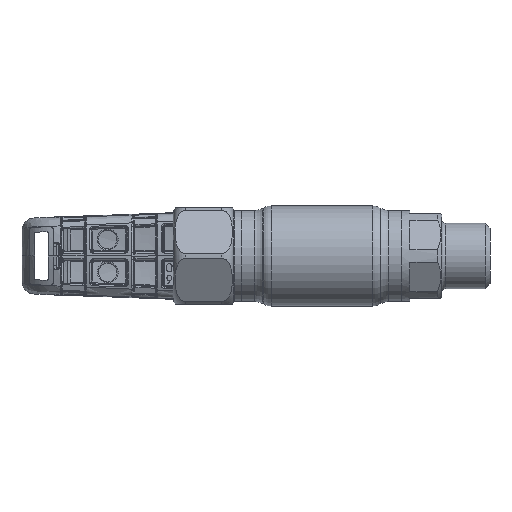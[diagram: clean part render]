
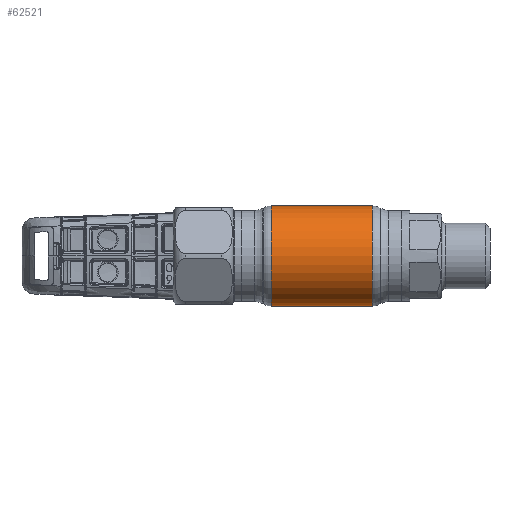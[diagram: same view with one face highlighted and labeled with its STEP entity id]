
A CAD part, front view. The second image highlights one B-rep face of the part: STEP entity #62521.
In plain terms, the highlighted cylindrical face has radius 12.5 mm (diameter 25 mm), a partial arc.
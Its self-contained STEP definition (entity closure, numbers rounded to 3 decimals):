
#2428 = VERTEX_POINT ( 'NONE', #60899 ) ;
#3112 = CARTESIAN_POINT ( 'NONE',  ( -12.606, 0., 0. ) ) ;
#4045 = AXIS2_PLACEMENT_3D ( 'NONE', #23763, #53070, #18835 ) ;
#4476 = CIRCLE ( 'NONE', #9450, 12.5 ) ;
#7245 = DIRECTION ( 'NONE',  ( -1., 0., 0. ) ) ;
#7706 = VERTEX_POINT ( 'NONE', #30499 ) ;
#8072 = DIRECTION ( 'NONE',  ( -1., 0., 0. ) ) ;
#9450 = AXIS2_PLACEMENT_3D ( 'NONE', #3112, #8072, #42779 ) ;
#9665 = VECTOR ( 'NONE', #49734, 1000. ) ;
#9679 = CARTESIAN_POINT ( 'NONE',  ( -62.69, 0., 12.5 ) ) ;
#10580 = VERTEX_POINT ( 'NONE', #48365 ) ;
#11182 = EDGE_LOOP ( 'NONE', ( #35599, #54365, #38826, #37172 ) ) ;
#16148 = EDGE_CURVE ( 'NONE', #10580, #2428, #45825, .T. ) ;
#16289 = LINE ( 'NONE', #50812, #37220 ) ;
#18835 = DIRECTION ( 'NONE',  ( 0., 0., 1. ) ) ;
#19696 = LINE ( 'NONE', #9679, #9665 ) ;
#23763 = CARTESIAN_POINT ( 'NONE',  ( -62.69, 0., 0. ) ) ;
#23871 = FACE_OUTER_BOUND ( 'NONE', #11182, .T. ) ;
#30499 = CARTESIAN_POINT ( 'NONE',  ( -12.606, 0., -12.5 ) ) ;
#31003 = DIRECTION ( 'NONE',  ( 0., 0., 1. ) ) ;
#33980 = CYLINDRICAL_SURFACE ( 'NONE', #4045, 12.5 ) ;
#35599 = ORIENTED_EDGE ( 'NONE', *, *, #62065, .F. ) ;
#37172 = ORIENTED_EDGE ( 'NONE', *, *, #39436, .F. ) ;
#37220 = VECTOR ( 'NONE', #7245, 1000. ) ;
#38582 = VERTEX_POINT ( 'NONE', #62405 ) ;
#38605 = AXIS2_PLACEMENT_3D ( 'NONE', #60446, #40819, #31003 ) ;
#38826 = ORIENTED_EDGE ( 'NONE', *, *, #59764, .T. ) ;
#39436 = EDGE_CURVE ( 'NONE', #7706, #38582, #4476, .T. ) ;
#40819 = DIRECTION ( 'NONE',  ( -1., 0., 0. ) ) ;
#42779 = DIRECTION ( 'NONE',  ( 0., 0., 1. ) ) ;
#45825 = CIRCLE ( 'NONE', #38605, 12.5 ) ;
#48365 = CARTESIAN_POINT ( 'NONE',  ( 12.606, 0., -12.5 ) ) ;
#49734 = DIRECTION ( 'NONE',  ( -1., 0., 0. ) ) ;
#50812 = CARTESIAN_POINT ( 'NONE',  ( -62.69, 0., -12.5 ) ) ;
#53070 = DIRECTION ( 'NONE',  ( -1., 0., 0. ) ) ;
#54365 = ORIENTED_EDGE ( 'NONE', *, *, #16148, .T. ) ;
#59764 = EDGE_CURVE ( 'NONE', #2428, #38582, #19696, .T. ) ;
#60446 = CARTESIAN_POINT ( 'NONE',  ( 12.606, 0., 0. ) ) ;
#60899 = CARTESIAN_POINT ( 'NONE',  ( 12.606, 0., 12.5 ) ) ;
#62065 = EDGE_CURVE ( 'NONE', #10580, #7706, #16289, .T. ) ;
#62405 = CARTESIAN_POINT ( 'NONE',  ( -12.606, 0., 12.5 ) ) ;
#62521 = ADVANCED_FACE ( 'NONE', ( #23871 ), #33980, .T. ) ;
